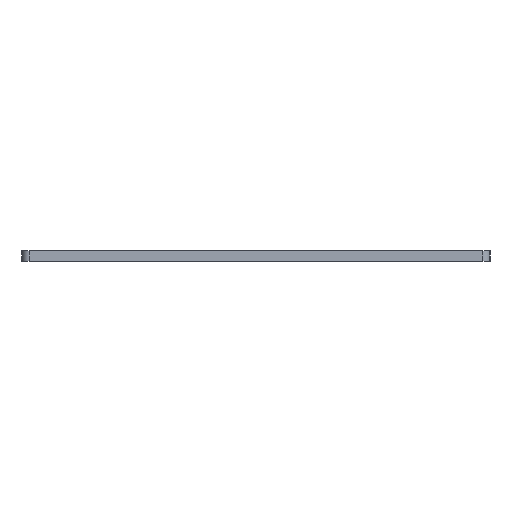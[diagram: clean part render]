
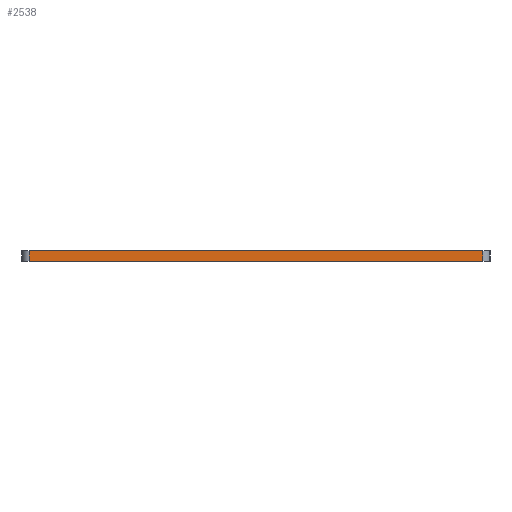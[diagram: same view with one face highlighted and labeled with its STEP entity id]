
A CAD part, left-side view. The second image highlights one B-rep face of the part: STEP entity #2538.
In plain terms, the highlighted planar face has unit normal (-1, 0, 0).
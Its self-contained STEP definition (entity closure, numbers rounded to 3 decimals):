
#44 = CYLINDRICAL_SURFACE('',#45,1.);
#45 = AXIS2_PLACEMENT_3D('',#46,#47,#48);
#46 = CARTESIAN_POINT('',(-89.,50.6,0.));
#47 = DIRECTION('',(-0.,-0.,-1.));
#48 = DIRECTION('',(1.,0.,0.));
#72 = PLANE('',#73);
#73 = AXIS2_PLACEMENT_3D('',#74,#75,#76);
#74 = CARTESIAN_POINT('',(-89.,51.6,1.5));
#75 = DIRECTION('',(0.,0.,1.));
#76 = DIRECTION('',(1.,0.,0.));
#126 = PLANE('',#127);
#127 = AXIS2_PLACEMENT_3D('',#128,#129,#130);
#128 = CARTESIAN_POINT('',(-89.,51.6,0.));
#129 = DIRECTION('',(0.,0.,1.));
#130 = DIRECTION('',(1.,0.,0.));
#143 = VERTEX_POINT('',#144);
#144 = CARTESIAN_POINT('',(-90.,50.6,1.5));
#166 = EDGE_CURVE('',#167,#143,#169,.T.);
#167 = VERTEX_POINT('',#168);
#168 = CARTESIAN_POINT('',(-90.,50.6,0.));
#169 = SURFACE_CURVE('',#170,(#174,#181),.PCURVE_S1.);
#170 = LINE('',#171,#172);
#171 = CARTESIAN_POINT('',(-90.,50.6,0.));
#172 = VECTOR('',#173,1.);
#173 = DIRECTION('',(0.,0.,1.));
#174 = PCURVE('',#44,#175);
#175 = DEFINITIONAL_REPRESENTATION('',(#176),#180);
#176 = LINE('',#177,#178);
#177 = CARTESIAN_POINT('',(-3.142,0.));
#178 = VECTOR('',#179,1.);
#179 = DIRECTION('',(-0.,-1.));
#180 = ( GEOMETRIC_REPRESENTATION_CONTEXT(2) 
PARAMETRIC_REPRESENTATION_CONTEXT() REPRESENTATION_CONTEXT('2D SPACE',''
  ) );
#181 = PCURVE('',#182,#187);
#182 = PLANE('',#183);
#183 = AXIS2_PLACEMENT_3D('',#184,#185,#186);
#184 = CARTESIAN_POINT('',(-90.,-14.,0.));
#185 = DIRECTION('',(-1.,0.,0.));
#186 = DIRECTION('',(0.,1.,0.));
#187 = DEFINITIONAL_REPRESENTATION('',(#188),#192);
#188 = LINE('',#189,#190);
#189 = CARTESIAN_POINT('',(64.6,0.));
#190 = VECTOR('',#191,1.);
#191 = DIRECTION('',(0.,-1.));
#192 = ( GEOMETRIC_REPRESENTATION_CONTEXT(2) 
PARAMETRIC_REPRESENTATION_CONTEXT() REPRESENTATION_CONTEXT('2D SPACE',''
  ) );
#1203 = EDGE_CURVE('',#1204,#167,#1206,.T.);
#1204 = VERTEX_POINT('',#1205);
#1205 = CARTESIAN_POINT('',(-90.,-14.,0.));
#1206 = SURFACE_CURVE('',#1207,(#1211,#1218),.PCURVE_S1.);
#1207 = LINE('',#1208,#1209);
#1208 = CARTESIAN_POINT('',(-90.,-14.,0.));
#1209 = VECTOR('',#1210,1.);
#1210 = DIRECTION('',(0.,1.,0.));
#1211 = PCURVE('',#126,#1212);
#1212 = DEFINITIONAL_REPRESENTATION('',(#1213),#1217);
#1213 = LINE('',#1214,#1215);
#1214 = CARTESIAN_POINT('',(-1.,-65.6));
#1215 = VECTOR('',#1216,1.);
#1216 = DIRECTION('',(0.,1.));
#1217 = ( GEOMETRIC_REPRESENTATION_CONTEXT(2) 
PARAMETRIC_REPRESENTATION_CONTEXT() REPRESENTATION_CONTEXT('2D SPACE',''
  ) );
#1218 = PCURVE('',#182,#1219);
#1219 = DEFINITIONAL_REPRESENTATION('',(#1220),#1224);
#1220 = LINE('',#1221,#1222);
#1221 = CARTESIAN_POINT('',(0.,0.));
#1222 = VECTOR('',#1223,1.);
#1223 = DIRECTION('',(1.,0.));
#1224 = ( GEOMETRIC_REPRESENTATION_CONTEXT(2) 
PARAMETRIC_REPRESENTATION_CONTEXT() REPRESENTATION_CONTEXT('2D SPACE',''
  ) );
#1243 = CYLINDRICAL_SURFACE('',#1244,1.);
#1244 = AXIS2_PLACEMENT_3D('',#1245,#1246,#1247);
#1245 = CARTESIAN_POINT('',(-89.,-14.,0.));
#1246 = DIRECTION('',(-0.,-0.,-1.));
#1247 = DIRECTION('',(1.,0.,0.));
#1671 = EDGE_CURVE('',#1672,#143,#1674,.T.);
#1672 = VERTEX_POINT('',#1673);
#1673 = CARTESIAN_POINT('',(-90.,-14.,1.5));
#1674 = SURFACE_CURVE('',#1675,(#1679,#1686),.PCURVE_S1.);
#1675 = LINE('',#1676,#1677);
#1676 = CARTESIAN_POINT('',(-90.,-14.,1.5));
#1677 = VECTOR('',#1678,1.);
#1678 = DIRECTION('',(0.,1.,0.));
#1679 = PCURVE('',#72,#1680);
#1680 = DEFINITIONAL_REPRESENTATION('',(#1681),#1685);
#1681 = LINE('',#1682,#1683);
#1682 = CARTESIAN_POINT('',(-1.,-65.6));
#1683 = VECTOR('',#1684,1.);
#1684 = DIRECTION('',(0.,1.));
#1685 = ( GEOMETRIC_REPRESENTATION_CONTEXT(2) 
PARAMETRIC_REPRESENTATION_CONTEXT() REPRESENTATION_CONTEXT('2D SPACE',''
  ) );
#1686 = PCURVE('',#182,#1687);
#1687 = DEFINITIONAL_REPRESENTATION('',(#1688),#1692);
#1688 = LINE('',#1689,#1690);
#1689 = CARTESIAN_POINT('',(0.,-1.5));
#1690 = VECTOR('',#1691,1.);
#1691 = DIRECTION('',(1.,0.));
#1692 = ( GEOMETRIC_REPRESENTATION_CONTEXT(2) 
PARAMETRIC_REPRESENTATION_CONTEXT() REPRESENTATION_CONTEXT('2D SPACE',''
  ) );
#2538 = ADVANCED_FACE('',(#2539),#182,.T.);
#2539 = FACE_BOUND('',#2540,.T.);
#2540 = EDGE_LOOP('',(#2541,#2562,#2563,#2564));
#2541 = ORIENTED_EDGE('',*,*,#2542,.T.);
#2542 = EDGE_CURVE('',#1204,#1672,#2543,.T.);
#2543 = SURFACE_CURVE('',#2544,(#2548,#2555),.PCURVE_S1.);
#2544 = LINE('',#2545,#2546);
#2545 = CARTESIAN_POINT('',(-90.,-14.,0.));
#2546 = VECTOR('',#2547,1.);
#2547 = DIRECTION('',(0.,0.,1.));
#2548 = PCURVE('',#182,#2549);
#2549 = DEFINITIONAL_REPRESENTATION('',(#2550),#2554);
#2550 = LINE('',#2551,#2552);
#2551 = CARTESIAN_POINT('',(0.,0.));
#2552 = VECTOR('',#2553,1.);
#2553 = DIRECTION('',(0.,-1.));
#2554 = ( GEOMETRIC_REPRESENTATION_CONTEXT(2) 
PARAMETRIC_REPRESENTATION_CONTEXT() REPRESENTATION_CONTEXT('2D SPACE',''
  ) );
#2555 = PCURVE('',#1243,#2556);
#2556 = DEFINITIONAL_REPRESENTATION('',(#2557),#2561);
#2557 = LINE('',#2558,#2559);
#2558 = CARTESIAN_POINT('',(-3.142,0.));
#2559 = VECTOR('',#2560,1.);
#2560 = DIRECTION('',(-0.,-1.));
#2561 = ( GEOMETRIC_REPRESENTATION_CONTEXT(2) 
PARAMETRIC_REPRESENTATION_CONTEXT() REPRESENTATION_CONTEXT('2D SPACE',''
  ) );
#2562 = ORIENTED_EDGE('',*,*,#1671,.T.);
#2563 = ORIENTED_EDGE('',*,*,#166,.F.);
#2564 = ORIENTED_EDGE('',*,*,#1203,.F.);
